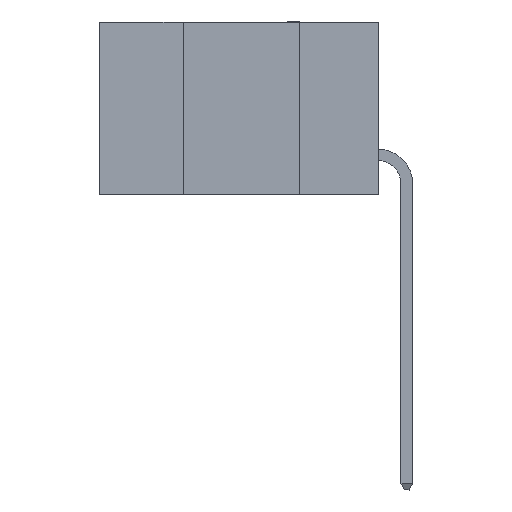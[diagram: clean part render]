
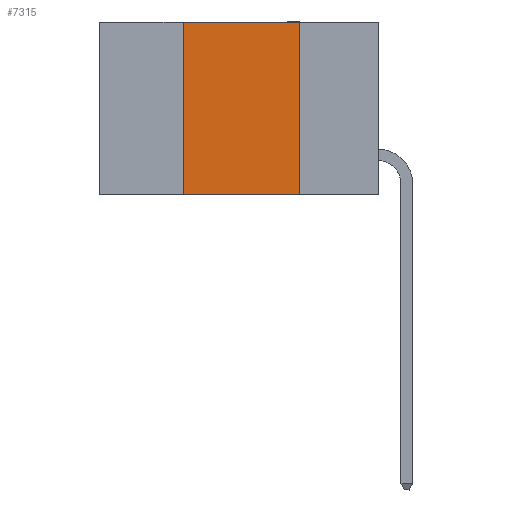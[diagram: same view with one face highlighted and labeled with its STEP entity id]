
A CAD part, left-side view. The second image highlights one B-rep face of the part: STEP entity #7315.
In plain terms, the highlighted planar face has unit normal (-1, 0, 0).
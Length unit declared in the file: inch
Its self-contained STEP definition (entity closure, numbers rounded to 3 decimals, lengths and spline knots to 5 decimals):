
#400 = DIRECTION ( 'NONE',  ( 0., 0., 1. ) ) ;
#842 = ORIENTED_EDGE ( 'NONE', *, *, #20255, .F. ) ;
#911 = CARTESIAN_POINT ( 'NONE',  ( 0., 0.42, 0. ) ) ;
#1796 = CARTESIAN_POINT ( 'NONE',  ( 0., 0.17, 0. ) ) ;
#2256 = AXIS2_PLACEMENT_3D ( 'NONE', #13438, #13052, #13046 ) ;
#3020 = LINE ( 'NONE', #1796, #11946 ) ;
#4949 = CARTESIAN_POINT ( 'NONE',  ( 0., 0.17, -0.37 ) ) ;
#5064 = EDGE_CURVE ( 'NONE', #19061, #7758, #21651, .T. ) ;
#5507 = FACE_OUTER_BOUND ( 'NONE', #19653, .T. ) ;
#7151 = EDGE_CURVE ( 'NONE', #8014, #9829, #9976, .T. ) ;
#7315 = ADVANCED_FACE ( 'NONE', ( #5507 ), #13143, .F. ) ;
#7329 = CARTESIAN_POINT ( 'NONE',  ( 0., 0.42, -0.37 ) ) ;
#7758 = VERTEX_POINT ( 'NONE', #4949 ) ;
#8014 = VERTEX_POINT ( 'NONE', #911 ) ;
#9829 = VERTEX_POINT ( 'NONE', #12766 ) ;
#9976 = LINE ( 'NONE', #16075, #18717 ) ;
#10203 = ORIENTED_EDGE ( 'NONE', *, *, #13564, .F. ) ;
#10482 = VECTOR ( 'NONE', #400, 39.37008 ) ;
#11024 = LINE ( 'NONE', #11110, #10482 ) ;
#11110 = CARTESIAN_POINT ( 'NONE',  ( 0., 0.42, 0. ) ) ;
#11946 = VECTOR ( 'NONE', #19458, 39.37008 ) ;
#12766 = CARTESIAN_POINT ( 'NONE',  ( 0., 0.17, 0. ) ) ;
#13046 = DIRECTION ( 'NONE',  ( 0., 0., -1. ) ) ;
#13052 = DIRECTION ( 'NONE',  ( 1., 0., 0. ) ) ;
#13143 = PLANE ( 'NONE',  #2256 ) ;
#13438 = CARTESIAN_POINT ( 'NONE',  ( 0., 0.6, 0. ) ) ;
#13564 = EDGE_CURVE ( 'NONE', #9829, #7758, #3020, .T. ) ;
#15835 = DIRECTION ( 'NONE',  ( 0., -1., 0. ) ) ;
#16075 = CARTESIAN_POINT ( 'NONE',  ( 0., 0.6, 0. ) ) ;
#17618 = VECTOR ( 'NONE', #20695, 39.37008 ) ;
#18717 = VECTOR ( 'NONE', #15835, 39.37008 ) ;
#19061 = VERTEX_POINT ( 'NONE', #7329 ) ;
#19458 = DIRECTION ( 'NONE',  ( 0., 0., -1. ) ) ;
#19653 = EDGE_LOOP ( 'NONE', ( #10203, #20839, #842, #20220 ) ) ;
#20220 = ORIENTED_EDGE ( 'NONE', *, *, #5064, .T. ) ;
#20255 = EDGE_CURVE ( 'NONE', #19061, #8014, #11024, .T. ) ;
#20670 = CARTESIAN_POINT ( 'NONE',  ( 0., 0.6, -0.37 ) ) ;
#20695 = DIRECTION ( 'NONE',  ( 0., -1., 0. ) ) ;
#20839 = ORIENTED_EDGE ( 'NONE', *, *, #7151, .F. ) ;
#21651 = LINE ( 'NONE', #20670, #17618 ) ;
